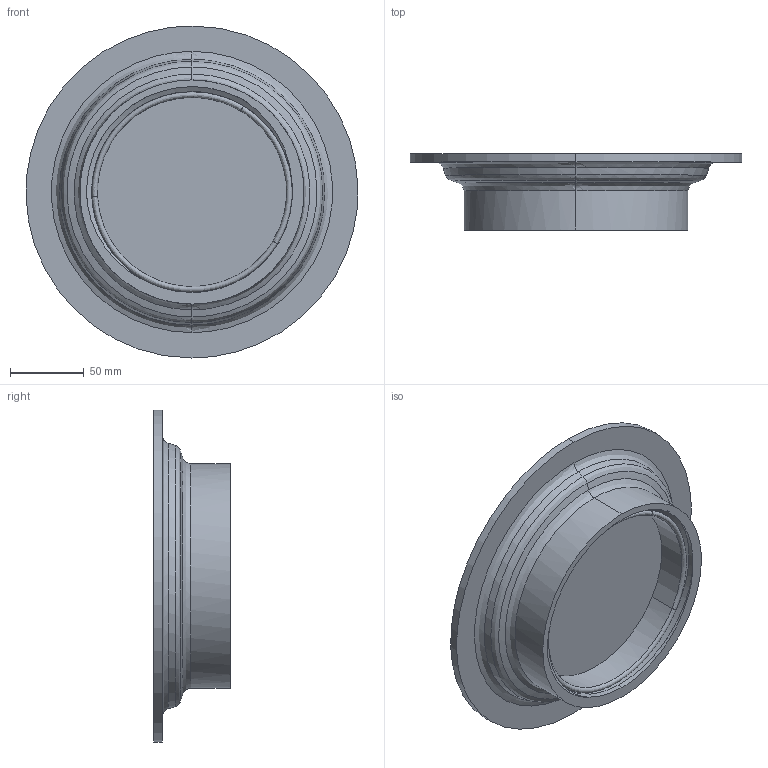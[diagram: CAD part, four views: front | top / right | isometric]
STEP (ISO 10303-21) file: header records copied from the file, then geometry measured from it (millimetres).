
FILE_DESCRIPTION(('FreeCAD Model'),'2;1');
FILE_NAME('Open CASCADE Shape Model','2025-05-03T11:05:28',('FreeCAD'),( 'FreeCAD'),'Open CASCADE STEP processor 7.6','FreeCAD','Unknown');
FILE_SCHEMA(('AUTOMOTIVE_DESIGN { 1 0 10303 214 1 1 1 1 }'));
Length unit declared in the file: millimetre
Products named in the file (1): Open CASCADE STEP translator 7.6 1
Bounding box: 225.47 x 51.9 x 225.63 mm (x, y, z)
Volume: 596571.6 mm3; surface area: 195687.6 mm2
Topology: 3 solids, 3 shells, 150 faces, 336 edges, 190 vertices
Faces by surface type: bspline 150
Entity records: 9047 total; most frequent: CARTESIAN_POINT 7242, ORIENTED_EDGE 650, EDGE_CURVE 325, VERTEX_POINT 186, FACE_BOUND 159, EDGE_LOOP 159, ADVANCED_FACE 150, B_SPLINE_CURVE_WITH_KNOTS 124
